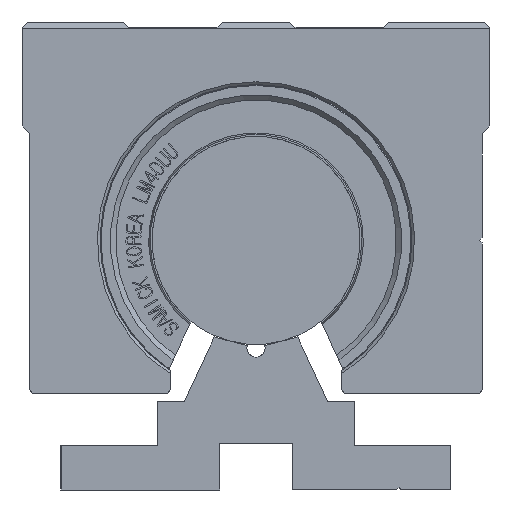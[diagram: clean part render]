
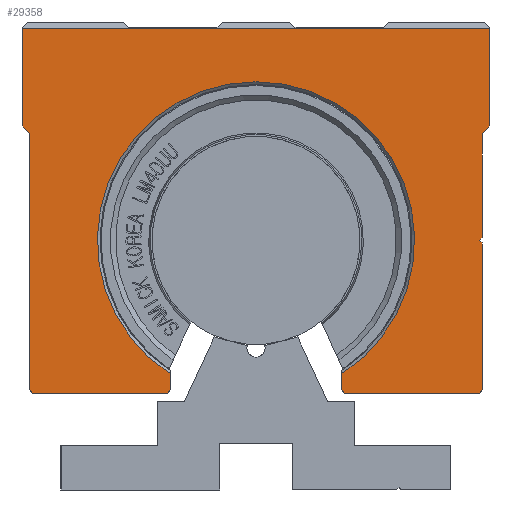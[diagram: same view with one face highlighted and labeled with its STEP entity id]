
A CAD part, front view. The second image highlights one B-rep face of the part: STEP entity #29358.
In plain terms, the highlighted face is planar.
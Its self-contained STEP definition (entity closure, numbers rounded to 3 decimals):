
#28698=CARTESIAN_POINT('',(-45.0,40.7,45.0));
#28699=VERTEX_POINT('',#28698);
#28706=CARTESIAN_POINT('',(45.0,40.7,45.0));
#28707=VERTEX_POINT('',#28706);
#28708=CARTESIAN_POINT('',(-45.0,40.7,45.0));
#28709=DIRECTION('',(1.0,0.0,0.0));
#28710=VECTOR('',#28709,90.);
#28711=LINE('',#28708,#28710);
#28712=EDGE_CURVE('',#28699,#28707,#28711,.T.);
#29044=CARTESIAN_POINT('',(-45.0,22.0,45.0));
#29045=VERTEX_POINT('',#29044);
#29052=CARTESIAN_POINT('',(-45.0,22.0,45.0));
#29053=DIRECTION('',(0.0,1.0,0.0));
#29054=VECTOR('',#29053,18.7);
#29055=LINE('',#29052,#29054);
#29056=EDGE_CURVE('',#29045,#28699,#29055,.T.);
#29210=CARTESIAN_POINT('',(0.039,8.598,45.0));
#29211=DIRECTION('',(0.0,0.0,1.0));
#29212=DIRECTION('',(1.0,0.0,0.0));
#29213=AXIS2_PLACEMENT_3D('',#29210,#29211,#29212);
#29214=PLANE('',#29213);
#29215=ORIENTED_EDGE('',*,*,#28712,.F.);
#29216=ORIENTED_EDGE('',*,*,#29056,.F.);
#29217=CARTESIAN_POINT('',(-43.5,20.5,45.0));
#29218=VERTEX_POINT('',#29217);
#29219=CARTESIAN_POINT('',(-43.5,20.5,45.0));
#29220=DIRECTION('',(-0.707,0.707,0.0));
#29221=VECTOR('',#29220,2.121);
#29222=LINE('',#29219,#29221);
#29223=EDGE_CURVE('',#29218,#29045,#29222,.T.);
#29224=ORIENTED_EDGE('',*,*,#29223,.F.);
#29225=CARTESIAN_POINT('',(-43.5,-28.5,45.0));
#29226=VERTEX_POINT('',#29225);
#29227=CARTESIAN_POINT('',(-43.5,-28.5,45.0));
#29228=DIRECTION('',(0.0,1.0,0.0));
#29229=VECTOR('',#29228,49.0);
#29230=LINE('',#29227,#29229);
#29231=EDGE_CURVE('',#29226,#29218,#29230,.T.);
#29232=ORIENTED_EDGE('',*,*,#29231,.F.);
#29233=CARTESIAN_POINT('',(-42.5,-29.5,45.0));
#29234=VERTEX_POINT('',#29233);
#29235=CARTESIAN_POINT('',(-42.5,-28.5,45.0));
#29236=DIRECTION('',(0.0,0.0,-1.0));
#29237=DIRECTION('',(1.0,0.0,0.0));
#29238=AXIS2_PLACEMENT_3D('',#29235,#29236,#29237);
#29239=CIRCLE('',#29238,1.);
#29240=EDGE_CURVE('',#29234,#29226,#29239,.T.);
#29241=ORIENTED_EDGE('',*,*,#29240,.F.);
#29242=CARTESIAN_POINT('',(-17.5,-29.5,45.0));
#29243=VERTEX_POINT('',#29242);
#29244=CARTESIAN_POINT('',(-17.5,-29.5,45.0));
#29245=DIRECTION('',(-1.0,0.0,0.0));
#29246=VECTOR('',#29245,25.);
#29247=LINE('',#29244,#29246);
#29248=EDGE_CURVE('',#29243,#29234,#29247,.T.);
#29249=ORIENTED_EDGE('',*,*,#29248,.F.);
#29250=CARTESIAN_POINT('',(-16.5,-28.5,45.0));
#29251=VERTEX_POINT('',#29250);
#29252=CARTESIAN_POINT('',(-17.5,-28.5,45.0));
#29253=DIRECTION('',(0.0,0.0,-1.0));
#29254=DIRECTION('',(0.0,1.0,0.0));
#29255=AXIS2_PLACEMENT_3D('',#29252,#29253,#29254);
#29256=CIRCLE('',#29255,1.0);
#29257=EDGE_CURVE('',#29251,#29243,#29256,.T.);
#29258=ORIENTED_EDGE('',*,*,#29257,.F.);
#29259=CARTESIAN_POINT('',(-16.5,-25.652,45.0));
#29260=VERTEX_POINT('',#29259);
#29261=CARTESIAN_POINT('',(-16.5,-25.652,45.0));
#29262=DIRECTION('',(0.,-1.,0.0));
#29263=VECTOR('',#29262,2.848);
#29264=LINE('',#29261,#29263);
#29265=EDGE_CURVE('',#29260,#29251,#29264,.T.);
#29266=ORIENTED_EDGE('',*,*,#29265,.F.);
#29267=CARTESIAN_POINT('',(16.5,-25.652,45.0));
#29268=VERTEX_POINT('',#29267);
#29269=CARTESIAN_POINT('',(0.0,0.0,45.0));
#29270=DIRECTION('',(0.0,0.0,1.0));
#29271=DIRECTION('',(0.0,1.0,0.0));
#29272=AXIS2_PLACEMENT_3D('',#29269,#29270,#29271);
#29273=CIRCLE('',#29272,30.5);
#29274=EDGE_CURVE('',#29268,#29260,#29273,.T.);
#29275=ORIENTED_EDGE('',*,*,#29274,.F.);
#29276=CARTESIAN_POINT('',(16.5,-28.5,45.0));
#29277=VERTEX_POINT('',#29276);
#29278=CARTESIAN_POINT('',(16.5,-28.5,45.0));
#29279=DIRECTION('',(0.,1.,0.0));
#29280=VECTOR('',#29279,2.848);
#29281=LINE('',#29278,#29280);
#29282=EDGE_CURVE('',#29277,#29268,#29281,.T.);
#29283=ORIENTED_EDGE('',*,*,#29282,.F.);
#29284=CARTESIAN_POINT('',(17.5,-29.5,45.0));
#29285=VERTEX_POINT('',#29284);
#29286=CARTESIAN_POINT('',(17.5,-28.5,45.0));
#29287=DIRECTION('',(0.0,0.0,-1.0));
#29288=DIRECTION('',(1.,0.,0.0));
#29289=AXIS2_PLACEMENT_3D('',#29286,#29287,#29288);
#29290=CIRCLE('',#29289,1.);
#29291=EDGE_CURVE('',#29285,#29277,#29290,.T.);
#29292=ORIENTED_EDGE('',*,*,#29291,.F.);
#29293=CARTESIAN_POINT('',(42.5,-29.5,45.0));
#29294=VERTEX_POINT('',#29293);
#29295=CARTESIAN_POINT('',(42.5,-29.5,45.0));
#29296=DIRECTION('',(-1.0,0.0,0.0));
#29297=VECTOR('',#29296,25.);
#29298=LINE('',#29295,#29297);
#29299=EDGE_CURVE('',#29294,#29285,#29298,.T.);
#29300=ORIENTED_EDGE('',*,*,#29299,.F.);
#29301=CARTESIAN_POINT('',(43.5,-28.5,45.0));
#29302=VERTEX_POINT('',#29301);
#29303=CARTESIAN_POINT('',(42.5,-28.5,45.0));
#29304=DIRECTION('',(0.0,0.0,-1.0));
#29305=DIRECTION('',(0.0,1.0,0.0));
#29306=AXIS2_PLACEMENT_3D('',#29303,#29304,#29305);
#29307=CIRCLE('',#29306,1.);
#29308=EDGE_CURVE('',#29302,#29294,#29307,.T.);
#29309=ORIENTED_EDGE('',*,*,#29308,.F.);
#29310=CARTESIAN_POINT('',(43.5,-0.5,45.0));
#29311=VERTEX_POINT('',#29310);
#29312=CARTESIAN_POINT('',(43.5,-0.5,45.0));
#29313=DIRECTION('',(0.0,-1.0,0.0));
#29314=VECTOR('',#29313,28.);
#29315=LINE('',#29312,#29314);
#29316=EDGE_CURVE('',#29311,#29302,#29315,.T.);
#29317=ORIENTED_EDGE('',*,*,#29316,.F.);
#29318=CARTESIAN_POINT('',(43.0,0.0,45.0));
#29319=VERTEX_POINT('',#29318);
#29320=CARTESIAN_POINT('',(43.0,0.0,45.0));
#29321=DIRECTION('',(0.707,-0.707,0.0));
#29322=VECTOR('',#29321,0.707);
#29323=LINE('',#29320,#29322);
#29324=EDGE_CURVE('',#29319,#29311,#29323,.T.);
#29325=ORIENTED_EDGE('',*,*,#29324,.F.);
#29326=CARTESIAN_POINT('',(43.5,0.5,45.0));
#29327=VERTEX_POINT('',#29326);
#29328=CARTESIAN_POINT('',(43.5,0.5,45.0));
#29329=DIRECTION('',(-0.707,-0.707,0.0));
#29330=VECTOR('',#29329,0.707);
#29331=LINE('',#29328,#29330);
#29332=EDGE_CURVE('',#29327,#29319,#29331,.T.);
#29333=ORIENTED_EDGE('',*,*,#29332,.F.);
#29334=CARTESIAN_POINT('',(43.5,20.5,45.0));
#29335=VERTEX_POINT('',#29334);
#29336=CARTESIAN_POINT('',(43.5,20.5,45.0));
#29337=DIRECTION('',(0.0,-1.0,0.0));
#29338=VECTOR('',#29337,20.0);
#29339=LINE('',#29336,#29338);
#29340=EDGE_CURVE('',#29335,#29327,#29339,.T.);
#29341=ORIENTED_EDGE('',*,*,#29340,.F.);
#29342=CARTESIAN_POINT('',(45.0,22.0,45.0));
#29343=VERTEX_POINT('',#29342);
#29344=CARTESIAN_POINT('',(45.0,22.0,45.0));
#29345=DIRECTION('',(-0.707,-0.707,0.0));
#29346=VECTOR('',#29345,2.121);
#29347=LINE('',#29344,#29346);
#29348=EDGE_CURVE('',#29343,#29335,#29347,.T.);
#29349=ORIENTED_EDGE('',*,*,#29348,.F.);
#29350=CARTESIAN_POINT('',(45.0,40.7,45.0));
#29351=DIRECTION('',(0.0,-1.0,0.0));
#29352=VECTOR('',#29351,18.7);
#29353=LINE('',#29350,#29352);
#29354=EDGE_CURVE('',#28707,#29343,#29353,.T.);
#29355=ORIENTED_EDGE('',*,*,#29354,.F.);
#29356=EDGE_LOOP('',(#29215,#29216,#29224,#29232,#29241,#29249,#29258,#29266,#29275,#29283,#29292,#29300,#29309,#29317,#29325,#29333,#29341,#29349,#29355));
#29357=FACE_OUTER_BOUND('',#29356,.T.);
#29358=ADVANCED_FACE('',(#29357),#29214,.T.);
